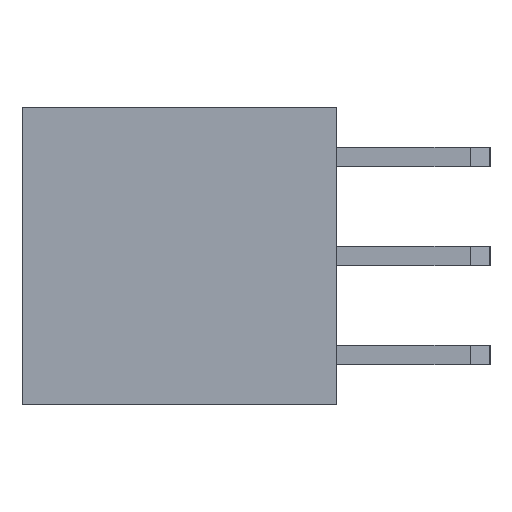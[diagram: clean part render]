
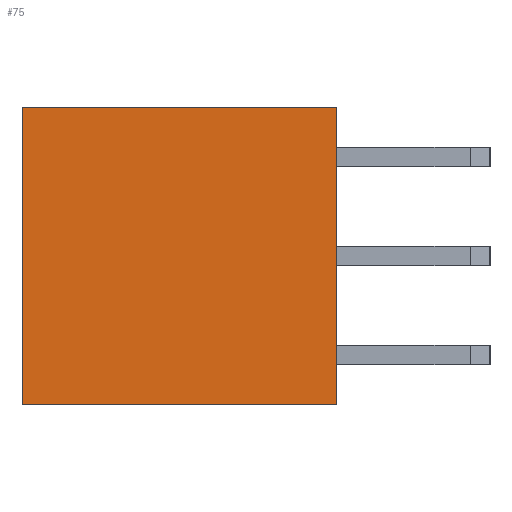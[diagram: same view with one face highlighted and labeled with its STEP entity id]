
A CAD part, left-side view. The second image highlights one B-rep face of the part: STEP entity #75.
In plain terms, the highlighted planar face has unit normal (-1, 0, 0).
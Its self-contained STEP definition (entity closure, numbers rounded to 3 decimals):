
#20=CARTESIAN_POINT('',(0.,3.175,-1.));
#21=DIRECTION('',(0.,0.,1.));
#22=DIRECTION('',(-1.,0.,0.));
#23=AXIS2_PLACEMENT_3D('',#20,#22,#21);
#24=PLANE('',#23);
#25=CARTESIAN_POINT('',(0.,6.35,2.));
#26=VERTEX_POINT('',#25);
#27=CARTESIAN_POINT('',(0.,6.35,-4.));
#28=VERTEX_POINT('',#27);
#29=CARTESIAN_POINT('',(0.,6.35,2.));
#30=DIRECTION('',(0.,0.,-1.));
#31=VECTOR('',#30,6.);
#32=LINE('',#29,#31);
#33=EDGE_CURVE('',#26,#28,#32,.T.);
#34=ORIENTED_EDGE('',*,*,#33,.T.);
#35=CARTESIAN_POINT('',(0.,0.,-4.));
#36=VERTEX_POINT('',#35);
#37=CARTESIAN_POINT('',(0.,6.35,-4.));
#38=DIRECTION('',(0.,-1.,0.));
#39=VECTOR('',#38,6.35);
#40=LINE('',#37,#39);
#41=EDGE_CURVE('',#28,#36,#40,.T.);
#42=ORIENTED_EDGE('',*,*,#41,.T.);
#43=CARTESIAN_POINT('',(0.,0.,-3.45));
#44=VERTEX_POINT('',#43);
#45=CARTESIAN_POINT('',(0.,0.,-4.));
#46=DIRECTION('',(0.,0.,1.));
#47=VECTOR('',#46,0.55);
#48=LINE('',#45,#47);
#49=EDGE_CURVE('',#36,#44,#48,.T.);
#50=ORIENTED_EDGE('',*,*,#49,.T.);
#51=CARTESIAN_POINT('',(0.,0.,1.45));
#52=VERTEX_POINT('',#51);
#53=CARTESIAN_POINT('',(0.,0.,-3.45));
#54=DIRECTION('',(0.,0.,1.));
#55=VECTOR('',#54,4.9);
#56=LINE('',#53,#55);
#57=EDGE_CURVE('',#44,#52,#56,.T.);
#58=ORIENTED_EDGE('',*,*,#57,.T.);
#59=CARTESIAN_POINT('',(0.,0.,2.));
#60=VERTEX_POINT('',#59);
#61=CARTESIAN_POINT('',(0.,0.,1.45));
#62=DIRECTION('',(0.,0.,1.));
#63=VECTOR('',#62,0.55);
#64=LINE('',#61,#63);
#65=EDGE_CURVE('',#52,#60,#64,.T.);
#66=ORIENTED_EDGE('',*,*,#65,.T.);
#67=CARTESIAN_POINT('',(0.,0.,2.));
#68=DIRECTION('',(0.,1.,0.));
#69=VECTOR('',#68,6.35);
#70=LINE('',#67,#69);
#71=EDGE_CURVE('',#60,#26,#70,.T.);
#72=ORIENTED_EDGE('',*,*,#71,.T.);
#73=EDGE_LOOP('',(#34,#42,#50,#58,#66,#72));
#74=FACE_OUTER_BOUND('',#73,.T.);
#75=ADVANCED_FACE('',(#74),#24,.T.);
